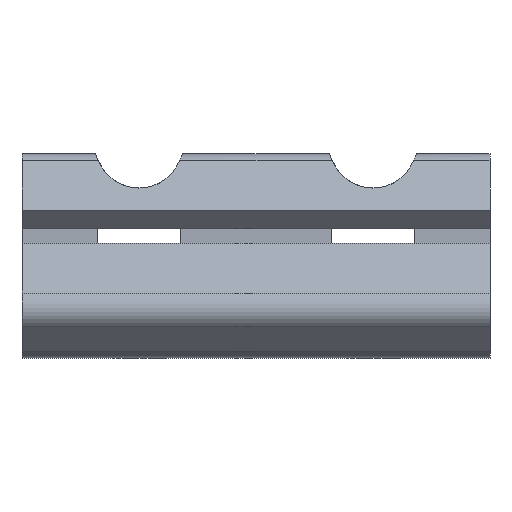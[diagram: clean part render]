
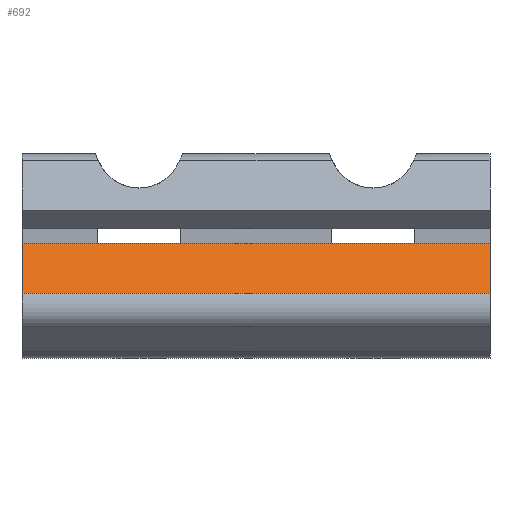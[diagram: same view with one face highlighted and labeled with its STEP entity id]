
A CAD part, left-side view. The second image highlights one B-rep face of the part: STEP entity #692.
In plain terms, the highlighted planar face has unit normal (-0.707, 0, 0.707).
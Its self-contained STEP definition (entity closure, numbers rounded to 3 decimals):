
#5 = VECTOR ( 'NONE', #1219, 1000. ) ;
#6 = CARTESIAN_POINT ( 'NONE',  ( -25.456, 60., 11.144 ) ) ;
#131 = VECTOR ( 'NONE', #2548, 1000. ) ;
#532 = VECTOR ( 'NONE', #2652, 1000. ) ;
#539 = EDGE_CURVE ( 'NONE', #1016, #1868, #2898, .T. ) ;
#622 = CARTESIAN_POINT ( 'NONE',  ( -16.971, 60., 19.629 ) ) ;
#646 = ORIENTED_EDGE ( 'NONE', *, *, #822, .F. ) ;
#692 = ADVANCED_FACE ( 'NONE', ( #1220 ), #2237, .T. ) ;
#803 = CARTESIAN_POINT ( 'NONE',  ( -16.971, 60., 19.629 ) ) ;
#822 = EDGE_CURVE ( 'NONE', #1016, #1749, #1257, .T. ) ;
#1008 = CARTESIAN_POINT ( 'NONE',  ( -25.456, -20., 11.144 ) ) ;
#1016 = VERTEX_POINT ( 'NONE', #2692 ) ;
#1117 = DIRECTION ( 'NONE',  ( -0.707, 0., 0.707 ) ) ;
#1219 = DIRECTION ( 'NONE',  ( -0.707, 0., -0.707 ) ) ;
#1220 = FACE_OUTER_BOUND ( 'NONE', #2803, .T. ) ;
#1245 = DIRECTION ( 'NONE',  ( -0.707, 0., -0.707 ) ) ;
#1249 = AXIS2_PLACEMENT_3D ( 'NONE', #1601, #1117, #2293 ) ;
#1257 = LINE ( 'NONE', #2706, #5 ) ;
#1362 = EDGE_CURVE ( 'NONE', #1868, #2645, #2269, .T. ) ;
#1546 = LINE ( 'NONE', #1651, #131 ) ;
#1601 = CARTESIAN_POINT ( 'NONE',  ( -25.456, 60., 11.144 ) ) ;
#1651 = CARTESIAN_POINT ( 'NONE',  ( -25.456, 60., 11.144 ) ) ;
#1749 = VERTEX_POINT ( 'NONE', #1008 ) ;
#1868 = VERTEX_POINT ( 'NONE', #803 ) ;
#1915 = ORIENTED_EDGE ( 'NONE', *, *, #1362, .T. ) ;
#2161 = ORIENTED_EDGE ( 'NONE', *, *, #539, .T. ) ;
#2194 = VECTOR ( 'NONE', #1245, 1000. ) ;
#2237 = PLANE ( 'NONE',  #1249 ) ;
#2269 = LINE ( 'NONE', #2550, #2194 ) ;
#2293 = DIRECTION ( 'NONE',  ( 0.707, 0., 0.707 ) ) ;
#2398 = ORIENTED_EDGE ( 'NONE', *, *, #2756, .F. ) ;
#2548 = DIRECTION ( 'NONE',  ( 0., 1., 0. ) ) ;
#2550 = CARTESIAN_POINT ( 'NONE',  ( -16.971, 60., 19.629 ) ) ;
#2645 = VERTEX_POINT ( 'NONE', #6 ) ;
#2652 = DIRECTION ( 'NONE',  ( 0., 1., 0. ) ) ;
#2692 = CARTESIAN_POINT ( 'NONE',  ( -16.971, -20., 19.629 ) ) ;
#2706 = CARTESIAN_POINT ( 'NONE',  ( -16.971, -20., 19.629 ) ) ;
#2756 = EDGE_CURVE ( 'NONE', #1749, #2645, #1546, .T. ) ;
#2803 = EDGE_LOOP ( 'NONE', ( #646, #2161, #1915, #2398 ) ) ;
#2898 = LINE ( 'NONE', #622, #532 ) ;
